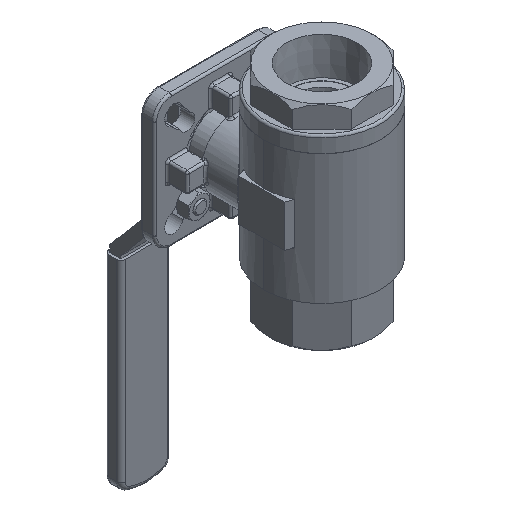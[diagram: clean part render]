
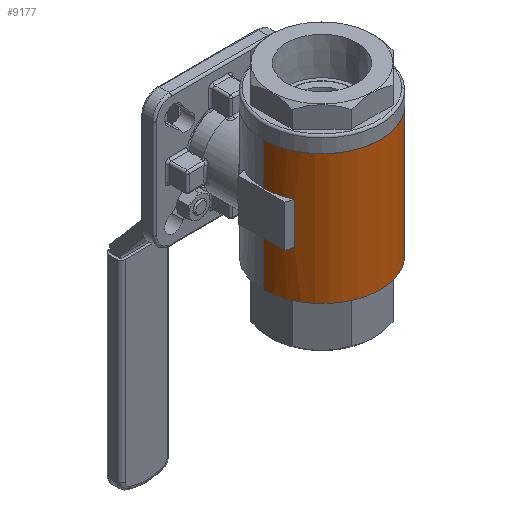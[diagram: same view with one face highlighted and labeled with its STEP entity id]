
A CAD part, isometric view. The second image highlights one B-rep face of the part: STEP entity #9177.
In plain terms, the highlighted cylindrical face has radius 22.225 mm (diameter 44.45 mm), a partial arc.
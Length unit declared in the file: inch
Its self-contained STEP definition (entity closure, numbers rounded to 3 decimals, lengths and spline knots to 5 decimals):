
#72 = CARTESIAN_POINT ( 'NONE',  ( 0.875, 0., 0.3625 ) ) ;
#296 = LINE ( 'NONE', #2491, #5014 ) ;
#424 = CARTESIAN_POINT ( 'NONE',  ( -0.875, 0., 0.9875 ) ) ;
#563 = EDGE_CURVE ( 'NONE', #6586, #9159, #7373, .T. ) ;
#689 = DIRECTION ( 'NONE',  ( 0., 1., 0. ) ) ;
#939 = VECTOR ( 'NONE', #8326, 39.37008 ) ;
#962 = CIRCLE ( 'NONE', #2812, 0.875 ) ;
#1115 = DIRECTION ( 'NONE',  ( 0., 0., 1. ) ) ;
#1565 = DIRECTION ( 'NONE',  ( -1., 0., 0. ) ) ;
#1583 = VECTOR ( 'NONE', #6626, 39.37008 ) ;
#1881 = ORIENTED_EDGE ( 'NONE', *, *, #11825, .F. ) ;
#2126 = CARTESIAN_POINT ( 'NONE',  ( 0., 0., 0.9875 ) ) ;
#2491 = CARTESIAN_POINT ( 'NONE',  ( -0.875, 0., 0.9875 ) ) ;
#2574 = ORIENTED_EDGE ( 'NONE', *, *, #5967, .T. ) ;
#2808 = CARTESIAN_POINT ( 'NONE',  ( 0., 0., -0.95142 ) ) ;
#2812 = AXIS2_PLACEMENT_3D ( 'NONE', #6837, #8885, #12231 ) ;
#2965 = ORIENTED_EDGE ( 'NONE', *, *, #563, .F. ) ;
#3699 = VERTEX_POINT ( 'NONE', #424 ) ;
#3725 = DIRECTION ( 'NONE',  ( 0., 0., -1. ) ) ;
#3809 = CARTESIAN_POINT ( 'NONE',  ( 0., 0., 0.3625 ) ) ;
#3952 = CARTESIAN_POINT ( 'NONE',  ( 0.78666, -0.38313, 0.9875 ) ) ;
#4029 = DIRECTION ( 'NONE',  ( 1., 0., 0. ) ) ;
#4134 = VERTEX_POINT ( 'NONE', #14022 ) ;
#4288 = CARTESIAN_POINT ( 'NONE',  ( 0.78666, -0.38313, -0.2625 ) ) ;
#4380 = AXIS2_PLACEMENT_3D ( 'NONE', #4456, #8899, #12246 ) ;
#4456 = CARTESIAN_POINT ( 'NONE',  ( 0., 0., 0.3625 ) ) ;
#4469 = VERTEX_POINT ( 'NONE', #4288 ) ;
#4968 = DIRECTION ( 'NONE',  ( 0., 0., -1. ) ) ;
#4972 = DIRECTION ( 'NONE',  ( 0., 0., -1. ) ) ;
#5014 = VECTOR ( 'NONE', #3725, 39.37008 ) ;
#5227 = VERTEX_POINT ( 'NONE', #8965 ) ;
#5306 = AXIS2_PLACEMENT_3D ( 'NONE', #3809, #4968, #689 ) ;
#5378 = CIRCLE ( 'NONE', #6751, 0.875 ) ;
#5381 = EDGE_CURVE ( 'NONE', #13044, #6511, #10780, .T. ) ;
#5465 = CARTESIAN_POINT ( 'NONE',  ( -0.875, 0., 0.3625 ) ) ;
#5833 = CARTESIAN_POINT ( 'NONE',  ( -0.875, 0., -0.95142 ) ) ;
#5967 = EDGE_CURVE ( 'NONE', #6511, #5227, #8321, .T. ) ;
#6057 = DIRECTION ( 'NONE',  ( 0., 0., 1. ) ) ;
#6136 = EDGE_CURVE ( 'NONE', #9017, #12347, #6691, .T. ) ;
#6291 = LINE ( 'NONE', #3952, #939 ) ;
#6425 = EDGE_CURVE ( 'NONE', #9017, #4134, #7658, .T. ) ;
#6430 = ORIENTED_EDGE ( 'NONE', *, *, #10560, .T. ) ;
#6511 = VERTEX_POINT ( 'NONE', #5833 ) ;
#6586 = VERTEX_POINT ( 'NONE', #72 ) ;
#6621 = ORIENTED_EDGE ( 'NONE', *, *, #6136, .F. ) ;
#6626 = DIRECTION ( 'NONE',  ( 0., 0., -1. ) ) ;
#6691 = CIRCLE ( 'NONE', #4380, 0.875 ) ;
#6751 = AXIS2_PLACEMENT_3D ( 'NONE', #2126, #1115, #8823 ) ;
#6837 = CARTESIAN_POINT ( 'NONE',  ( 0., 0., -0.2625 ) ) ;
#6947 = EDGE_LOOP ( 'NONE', ( #7187, #1881, #13504, #6621, #10546, #10699, #7434, #2574, #13147, #7633, #6430, #2965 ) ) ;
#6948 = FACE_OUTER_BOUND ( 'NONE', #6947, .T. ) ;
#7090 = CARTESIAN_POINT ( 'NONE',  ( 0., 0., 0.9875 ) ) ;
#7142 = CARTESIAN_POINT ( 'NONE',  ( 0., 0., -0.2625 ) ) ;
#7160 = LINE ( 'NONE', #8393, #14422 ) ;
#7187 = ORIENTED_EDGE ( 'NONE', *, *, #10600, .F. ) ;
#7241 = CARTESIAN_POINT ( 'NONE',  ( 0.875, 0., -0.2625 ) ) ;
#7373 = CIRCLE ( 'NONE', #5306, 0.875 ) ;
#7386 = VERTEX_POINT ( 'NONE', #10776 ) ;
#7434 = ORIENTED_EDGE ( 'NONE', *, *, #5381, .T. ) ;
#7633 = ORIENTED_EDGE ( 'NONE', *, *, #9410, .F. ) ;
#7658 = LINE ( 'NONE', #12160, #1583 ) ;
#7735 = AXIS2_PLACEMENT_3D ( 'NONE', #7090, #12629, #1565 ) ;
#8187 = CYLINDRICAL_SURFACE ( 'NONE', #7735, 0.875 ) ;
#8222 = CARTESIAN_POINT ( 'NONE',  ( -0.78666, -0.38313, 0.3625 ) ) ;
#8321 = CIRCLE ( 'NONE', #10169, 0.875 ) ;
#8326 = DIRECTION ( 'NONE',  ( 0., 0., 1. ) ) ;
#8393 = CARTESIAN_POINT ( 'NONE',  ( 0.875, 0., 0.9875 ) ) ;
#8823 = DIRECTION ( 'NONE',  ( 1., 0., 0. ) ) ;
#8885 = DIRECTION ( 'NONE',  ( 0., 0., 1. ) ) ;
#8899 = DIRECTION ( 'NONE',  ( 0., 0., -1. ) ) ;
#8965 = CARTESIAN_POINT ( 'NONE',  ( 0.875, 0., -0.95142 ) ) ;
#9017 = VERTEX_POINT ( 'NONE', #8222 ) ;
#9159 = VERTEX_POINT ( 'NONE', #13726 ) ;
#9177 = ADVANCED_FACE ( 'NONE', ( #6948 ), #8187, .T. ) ;
#9410 = EDGE_CURVE ( 'NONE', #4469, #12542, #12858, .T. ) ;
#9688 = CARTESIAN_POINT ( 'NONE',  ( -0.875, 0., 0.9875 ) ) ;
#10169 = AXIS2_PLACEMENT_3D ( 'NONE', #2808, #14015, #4029 ) ;
#10485 = DIRECTION ( 'NONE',  ( 0., -1., 0. ) ) ;
#10546 = ORIENTED_EDGE ( 'NONE', *, *, #6425, .T. ) ;
#10560 = EDGE_CURVE ( 'NONE', #4469, #9159, #6291, .T. ) ;
#10592 = EDGE_CURVE ( 'NONE', #12542, #5227, #7160, .T. ) ;
#10600 = EDGE_CURVE ( 'NONE', #7386, #6586, #11816, .T. ) ;
#10688 = VECTOR ( 'NONE', #4972, 39.37008 ) ;
#10699 = ORIENTED_EDGE ( 'NONE', *, *, #11912, .F. ) ;
#10776 = CARTESIAN_POINT ( 'NONE',  ( 0.875, 0., 0.9875 ) ) ;
#10780 = LINE ( 'NONE', #9688, #11098 ) ;
#11098 = VECTOR ( 'NONE', #13037, 39.37008 ) ;
#11816 = LINE ( 'NONE', #12832, #10688 ) ;
#11825 = EDGE_CURVE ( 'NONE', #3699, #7386, #5378, .T. ) ;
#11912 = EDGE_CURVE ( 'NONE', #13044, #4134, #962, .T. ) ;
#12160 = CARTESIAN_POINT ( 'NONE',  ( -0.78666, -0.38313, 0.9875 ) ) ;
#12231 = DIRECTION ( 'NONE',  ( 0., -1., 0. ) ) ;
#12246 = DIRECTION ( 'NONE',  ( 0., 1., 0. ) ) ;
#12347 = VERTEX_POINT ( 'NONE', #5465 ) ;
#12542 = VERTEX_POINT ( 'NONE', #7241 ) ;
#12629 = DIRECTION ( 'NONE',  ( 0., 0., -1. ) ) ;
#12766 = DIRECTION ( 'NONE',  ( 0., 0., -1. ) ) ;
#12832 = CARTESIAN_POINT ( 'NONE',  ( 0.875, 0., 0.9875 ) ) ;
#12858 = CIRCLE ( 'NONE', #14035, 0.875 ) ;
#13037 = DIRECTION ( 'NONE',  ( 0., 0., -1. ) ) ;
#13044 = VERTEX_POINT ( 'NONE', #13715 ) ;
#13147 = ORIENTED_EDGE ( 'NONE', *, *, #10592, .F. ) ;
#13367 = EDGE_CURVE ( 'NONE', #3699, #12347, #296, .T. ) ;
#13504 = ORIENTED_EDGE ( 'NONE', *, *, #13367, .T. ) ;
#13715 = CARTESIAN_POINT ( 'NONE',  ( -0.875, 0., -0.2625 ) ) ;
#13726 = CARTESIAN_POINT ( 'NONE',  ( 0.78666, -0.38313, 0.3625 ) ) ;
#14015 = DIRECTION ( 'NONE',  ( 0., 0., 1. ) ) ;
#14022 = CARTESIAN_POINT ( 'NONE',  ( -0.78666, -0.38313, -0.2625 ) ) ;
#14035 = AXIS2_PLACEMENT_3D ( 'NONE', #7142, #6057, #10485 ) ;
#14422 = VECTOR ( 'NONE', #12766, 39.37008 ) ;
